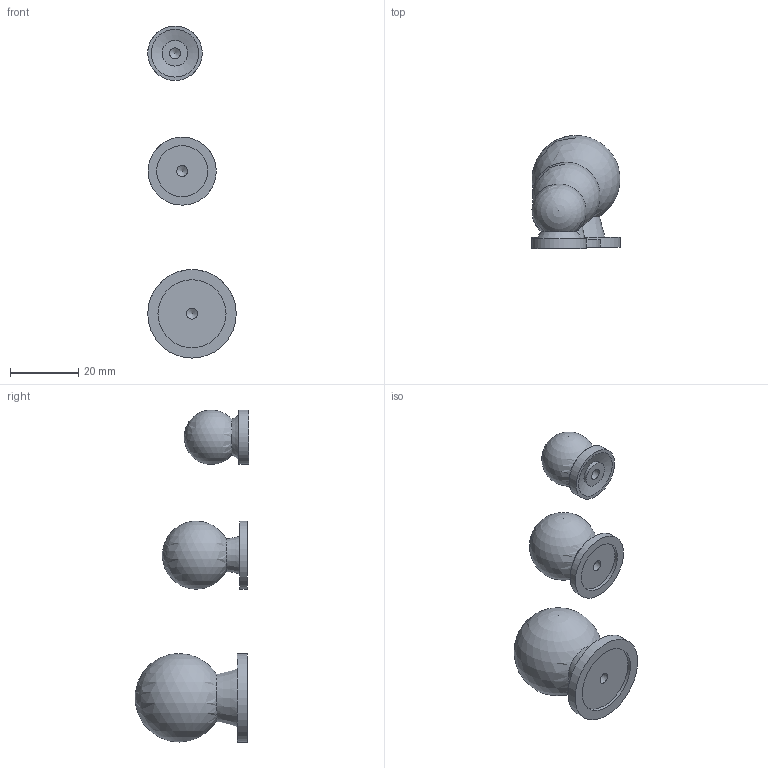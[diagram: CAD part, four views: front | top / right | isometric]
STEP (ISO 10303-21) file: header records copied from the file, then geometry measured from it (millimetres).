
FILE_DESCRIPTION(/* description */ (''),/* implementation_level */ '2;1');
FILE_NAME(/* name */ 'A-CS1_M.stp',/* time_stamp */ '2023-03-28T16:02:44+09:00',/* author */ ('user'),/* organization */ (''),/* preprocessor_version */ 'ST-DEVELOPER v15.6',/* originating_system */ 'Autodesk Inventor 2015',/* authorisation */ '');
FILE_SCHEMA (('AUTOMOTIVE_DESIGN { 1 0 10303 214 3 1 1 }'));
Length unit declared in the file: millimetre
Products named in the file (4): A-CS1-16-316; A-CS1-20-316; A-CS1-26-316; A-CS1_M
Bounding box: 26 x 33.33 x 97.52 mm (x, y, z)
Volume: 19002.6 mm3; surface area: 6992.3 mm2
Topology: 3 solids, 3 shells, 29 faces, 56 edges, 36 vertices
Faces by surface type: plane 9, cylinder 9, cone 7, sphere 3, torus 1
Full cylindrical faces by diameter (mm): 3.242 x3, 7.5 x1, 15 x1, 16 x1, 20 x2, 26 x1
Entity records: 647 total; most frequent: DIRECTION 124, CARTESIAN_POINT 88, AXIS2_PLACEMENT_3D 62, EDGE_LOOP 52, ORIENTED_EDGE 52, ADVANCED_FACE 29, FACE_BOUND 26, FACE_OUTER_BOUND 26
